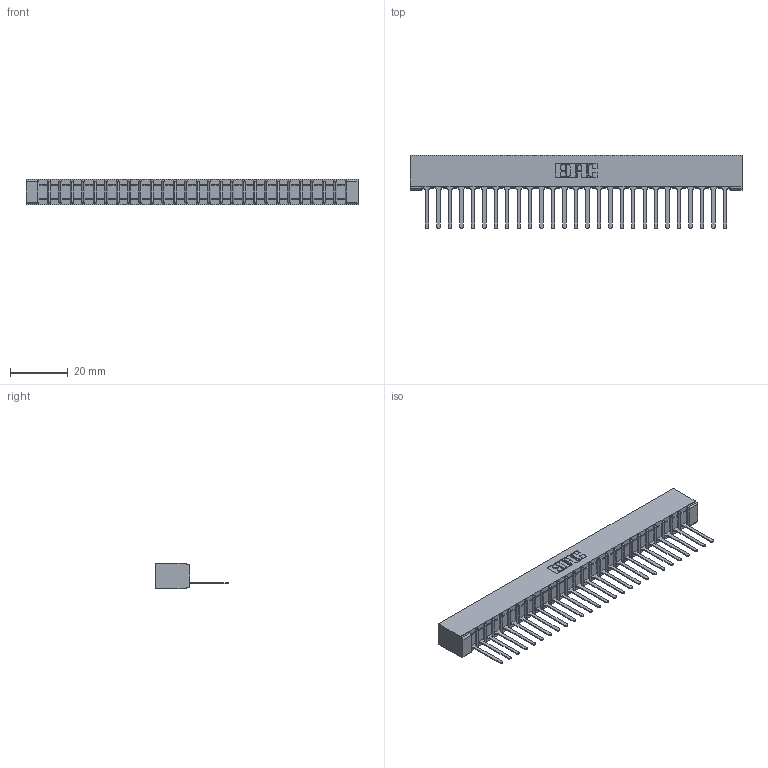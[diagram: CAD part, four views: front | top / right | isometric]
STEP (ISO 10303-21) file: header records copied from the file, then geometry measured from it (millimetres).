
FILE_DESCRIPTION (( 'STEP AP203' ), '1' );
FILE_NAME ('307-027-547-101.STEP', '2019-09-03T22:29:17', ( '' ), ( '' ), 'SwSTEP 2.0', 'SolidWorks 2016', '' );
FILE_SCHEMA (( 'CONFIG_CONTROL_DESIGN' ));
Length unit declared in the file: inch
Products named in the file (3): 307-027-547-101; 307 Part_No Mounting Lugs; 307-290-001_547
Assembly tree (28 placements, depth 2):
  307-027-547-101
    307 Part_No Mounting Lugs
    307-290-001_547  x27
Bounding box: 114.86 x 25.43 x 8.71 mm (x, y, z)
Volume: 7500.3 mm3; surface area: 12496.8 mm2
Topology: 28 solids, 28 shells, 1650 faces, 4673 edges, 3002 vertices
Faces by surface type: plane 1065, cylinder 529, sphere 56
Entity records: 24686 total; most frequent: CARTESIAN_POINT 4152, ORIENTED_EDGE 4138, DIRECTION 4045, EDGE_CURVE 2069, LINE 1583, VECTOR 1583, VERTEX_POINT 1338, AXIS2_PLACEMENT_3D 1231
